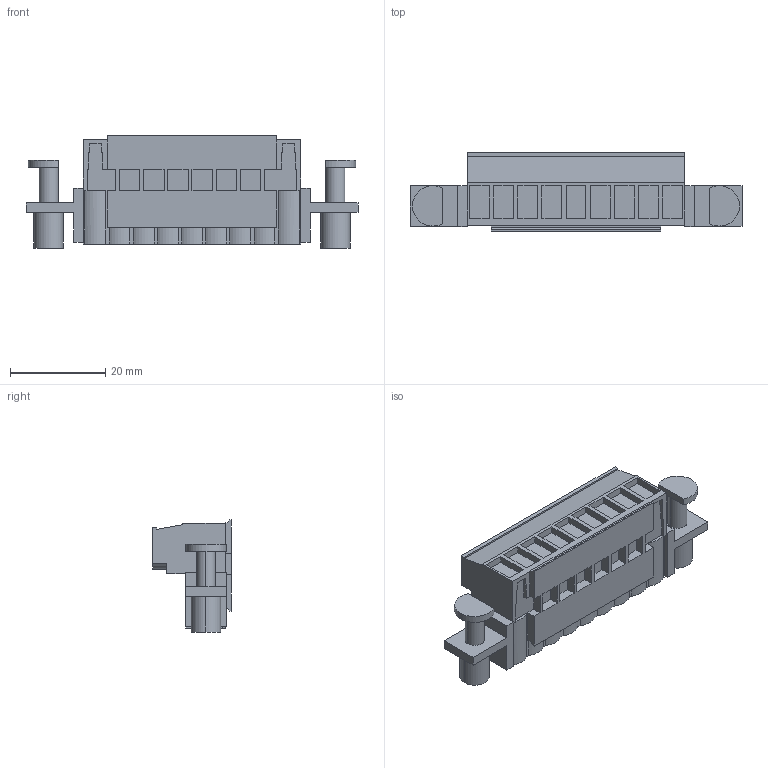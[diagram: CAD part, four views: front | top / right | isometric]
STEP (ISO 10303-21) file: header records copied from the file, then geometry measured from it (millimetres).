
FILE_DESCRIPTION(('CATIA V5 STEP','CAx-IF Rec.Pracs.--- Model Styling and Organization---1.2---2011-12-15'),'2;1');
FILE_NAME ('D1451331_0_1353550000_1353550000.stp','2017-06-01T12:01:51+00:00',('none'),('Weidmueller'),'CATIA Version 5-6 Release 2014','CATIA V5 STEP AP214','none');
FILE_SCHEMA(('AUTOMOTIVE_DESIGN { 1 0 10303 214 1 1 1 1 }'));
Length unit declared in the file: millimetre
Products named in the file (1): 1353550000
Bounding box: 69.82 x 16.6 x 23.6 mm (x, y, z)
Volume: 9957.6 mm3; surface area: 8913.3 mm2
Topology: 21 solids, 21 shells, 666 faces, 1802 edges, 1224 vertices
Faces by surface type: plane 499, cylinder 131, extrusion 36
Entity records: 20906 total; most frequent: CARTESIAN_POINT 4622, ORIENTED_EDGE 3604, DIRECTION 2508, EDGE_CURVE 1802, VECTOR 1466, LINE 1430, VERTEX_POINT 1224, EDGE_LOOP 734
